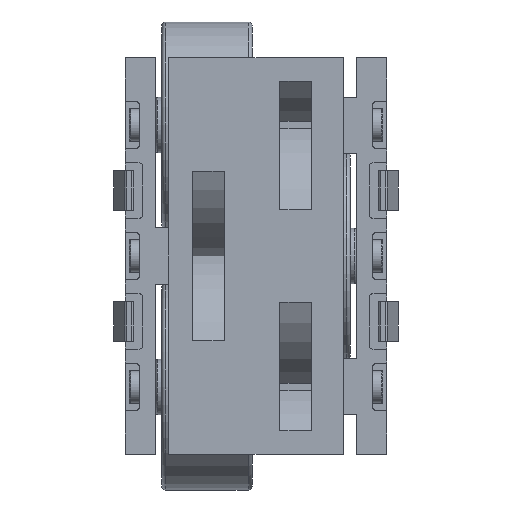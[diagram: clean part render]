
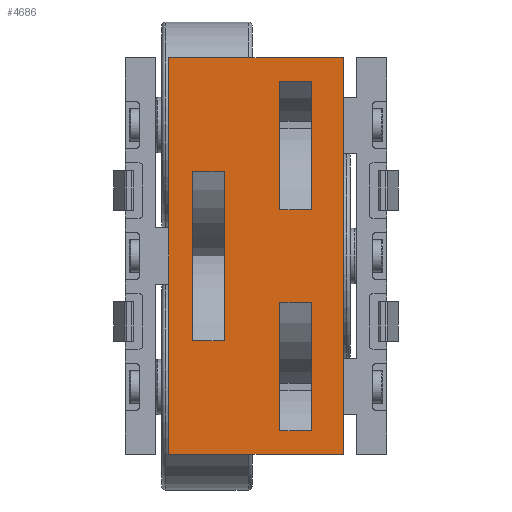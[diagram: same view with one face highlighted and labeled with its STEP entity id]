
A CAD part, front view. The second image highlights one B-rep face of the part: STEP entity #4686.
In plain terms, the highlighted planar face has unit normal (0, -1, 0).
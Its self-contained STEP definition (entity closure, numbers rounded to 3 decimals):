
#222=LINE('',#7141,#707);
#223=LINE('',#7144,#708);
#224=LINE('',#7146,#709);
#225=LINE('',#7148,#710);
#226=LINE('',#7149,#711);
#227=LINE('',#7152,#712);
#228=LINE('',#7154,#713);
#229=LINE('',#7156,#714);
#230=LINE('',#7157,#715);
#231=LINE('',#7160,#716);
#232=LINE('',#7162,#717);
#233=LINE('',#7164,#718);
#234=LINE('',#7165,#719);
#235=LINE('',#7168,#720);
#236=LINE('',#7170,#721);
#237=LINE('',#7172,#722);
#707=VECTOR('',#5767,1000.);
#708=VECTOR('',#5768,1000.);
#709=VECTOR('',#5769,1000.);
#710=VECTOR('',#5770,1000.);
#711=VECTOR('',#5771,1000.);
#712=VECTOR('',#5772,1000.);
#713=VECTOR('',#5773,1000.);
#714=VECTOR('',#5774,1000.);
#715=VECTOR('',#5775,1000.);
#716=VECTOR('',#5776,1000.);
#717=VECTOR('',#5777,1000.);
#718=VECTOR('',#5778,1000.);
#719=VECTOR('',#5779,1000.);
#720=VECTOR('',#5780,1000.);
#721=VECTOR('',#5781,1000.);
#722=VECTOR('',#5782,1000.);
#1442=ORIENTED_EDGE('',*,*,#2701,.F.);
#1443=ORIENTED_EDGE('',*,*,#2702,.T.);
#1444=ORIENTED_EDGE('',*,*,#2703,.T.);
#1445=ORIENTED_EDGE('',*,*,#2704,.F.);
#1446=ORIENTED_EDGE('',*,*,#2705,.F.);
#1447=ORIENTED_EDGE('',*,*,#2706,.F.);
#1448=ORIENTED_EDGE('',*,*,#2707,.T.);
#1449=ORIENTED_EDGE('',*,*,#2708,.T.);
#1450=ORIENTED_EDGE('',*,*,#2709,.T.);
#1451=ORIENTED_EDGE('',*,*,#2710,.F.);
#1452=ORIENTED_EDGE('',*,*,#2711,.F.);
#1453=ORIENTED_EDGE('',*,*,#2712,.T.);
#1454=ORIENTED_EDGE('',*,*,#2713,.F.);
#1455=ORIENTED_EDGE('',*,*,#2714,.T.);
#1456=ORIENTED_EDGE('',*,*,#2715,.T.);
#1457=ORIENTED_EDGE('',*,*,#2716,.F.);
#2701=EDGE_CURVE('',#3363,#3364,#222,.T.);
#2702=EDGE_CURVE('',#3363,#3365,#223,.T.);
#2703=EDGE_CURVE('',#3365,#3366,#224,.T.);
#2704=EDGE_CURVE('',#3364,#3366,#225,.T.);
#2705=EDGE_CURVE('',#3367,#3368,#226,.T.);
#2706=EDGE_CURVE('',#3369,#3367,#227,.F.);
#2707=EDGE_CURVE('',#3369,#3370,#228,.T.);
#2708=EDGE_CURVE('',#3370,#3368,#229,.T.);
#2709=EDGE_CURVE('',#3371,#3372,#230,.T.);
#2710=EDGE_CURVE('',#3373,#3372,#231,.T.);
#2711=EDGE_CURVE('',#3374,#3373,#232,.T.);
#2712=EDGE_CURVE('',#3374,#3371,#233,.T.);
#2713=EDGE_CURVE('',#3375,#3376,#234,.T.);
#2714=EDGE_CURVE('',#3375,#3377,#235,.T.);
#2715=EDGE_CURVE('',#3377,#3378,#236,.T.);
#2716=EDGE_CURVE('',#3376,#3378,#237,.T.);
#3363=VERTEX_POINT('',#7142);
#3364=VERTEX_POINT('',#7143);
#3365=VERTEX_POINT('',#7145);
#3366=VERTEX_POINT('',#7147);
#3367=VERTEX_POINT('',#7150);
#3368=VERTEX_POINT('',#7151);
#3369=VERTEX_POINT('',#7153);
#3370=VERTEX_POINT('',#7155);
#3371=VERTEX_POINT('',#7158);
#3372=VERTEX_POINT('',#7159);
#3373=VERTEX_POINT('',#7161);
#3374=VERTEX_POINT('',#7163);
#3375=VERTEX_POINT('',#7166);
#3376=VERTEX_POINT('',#7167);
#3377=VERTEX_POINT('',#7169);
#3378=VERTEX_POINT('',#7171);
#4034=EDGE_LOOP('',(#1442,#1443,#1444,#1445));
#4035=EDGE_LOOP('',(#1446,#1447,#1448,#1449));
#4036=EDGE_LOOP('',(#1450,#1451,#1452,#1453));
#4037=EDGE_LOOP('',(#1454,#1455,#1456,#1457));
#4295=FACE_BOUND('',#4034,.T.);
#4296=FACE_BOUND('',#4035,.T.);
#4297=FACE_BOUND('',#4036,.T.);
#4298=FACE_BOUND('',#4037,.T.);
#4502=PLANE('',#5060);
#4686=ADVANCED_FACE('',(#4295,#4296,#4297,#4298),#4502,.F.);
#5060=AXIS2_PLACEMENT_3D('',#7140,#5765,#5766);
#5765=DIRECTION('',(0.,1.,0.));
#5766=DIRECTION('',(0.,0.,1.));
#5767=DIRECTION('',(-1.,0.,0.));
#5768=DIRECTION('',(0.,0.,-1.));
#5769=DIRECTION('',(-1.,0.,0.));
#5770=DIRECTION('',(0.,0.,-1.));
#5771=DIRECTION('',(0.,0.,-1.));
#5772=DIRECTION('',(1.,0.,0.));
#5773=DIRECTION('',(0.,0.,-1.));
#5774=DIRECTION('',(-1.,0.,0.));
#5775=DIRECTION('',(1.,0.,0.));
#5776=DIRECTION('',(0.,0.,-1.));
#5777=DIRECTION('',(1.,0.,0.));
#5778=DIRECTION('',(0.,0.,-1.));
#5779=DIRECTION('',(0.,0.,-1.));
#5780=DIRECTION('',(1.,0.,0.));
#5781=DIRECTION('',(0.,0.,-1.));
#5782=DIRECTION('',(1.,0.,0.));
#7140=CARTESIAN_POINT('',(-11.,0.,50.));
#7141=CARTESIAN_POINT('',(-4.,0.,35.669));
#7142=CARTESIAN_POINT('',(-4.,0.,35.669));
#7143=CARTESIAN_POINT('',(-8.,0.,35.669));
#7144=CARTESIAN_POINT('',(-4.,0.,50.));
#7145=CARTESIAN_POINT('',(-4.,0.,14.331));
#7146=CARTESIAN_POINT('',(-4.,0.,14.331));
#7147=CARTESIAN_POINT('',(-8.,0.,14.331));
#7148=CARTESIAN_POINT('',(-8.,0.,50.));
#7149=CARTESIAN_POINT('',(3.,0.,50.));
#7150=CARTESIAN_POINT('',(3.,0.,19.169));
#7151=CARTESIAN_POINT('',(3.,0.,3.));
#7152=CARTESIAN_POINT('',(3.,0.,19.169));
#7153=CARTESIAN_POINT('',(7.,0.,19.169));
#7154=CARTESIAN_POINT('',(7.,0.,50.));
#7155=CARTESIAN_POINT('',(7.,0.,3.));
#7156=CARTESIAN_POINT('',(-11.,0.,3.));
#7157=CARTESIAN_POINT('',(-11.,0.,0.));
#7158=CARTESIAN_POINT('',(-11.,0.,0.));
#7159=CARTESIAN_POINT('',(11.,0.,0.));
#7160=CARTESIAN_POINT('',(11.,0.,50.));
#7161=CARTESIAN_POINT('',(11.,0.,50.));
#7162=CARTESIAN_POINT('',(-11.,0.,50.));
#7163=CARTESIAN_POINT('',(-11.,0.,50.));
#7164=CARTESIAN_POINT('',(-11.,0.,50.));
#7165=CARTESIAN_POINT('',(3.,0.,50.));
#7166=CARTESIAN_POINT('',(3.,0.,47.));
#7167=CARTESIAN_POINT('',(3.,0.,30.831));
#7168=CARTESIAN_POINT('',(-11.,0.,47.));
#7169=CARTESIAN_POINT('',(7.,0.,47.));
#7170=CARTESIAN_POINT('',(7.,0.,50.));
#7171=CARTESIAN_POINT('',(7.,0.,30.831));
#7172=CARTESIAN_POINT('',(3.,0.,30.831));
